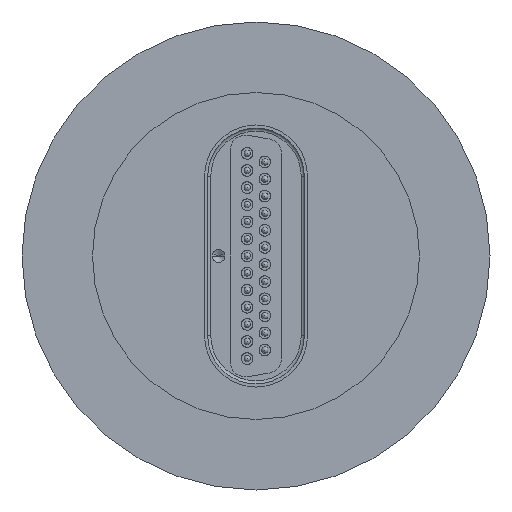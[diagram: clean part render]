
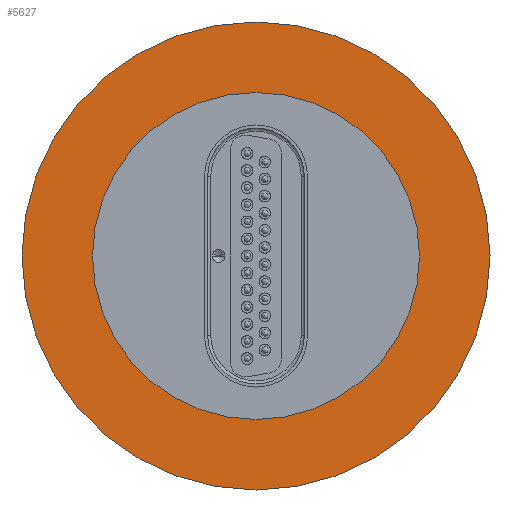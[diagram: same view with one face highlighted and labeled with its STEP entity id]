
A CAD part, left-side view. The second image highlights one B-rep face of the part: STEP entity #5627.
In plain terms, the highlighted planar face has unit normal (-1, 0, 0).
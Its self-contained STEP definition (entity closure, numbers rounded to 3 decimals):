
#73 = CARTESIAN_POINT ( 'NONE',  ( 0., 0., 0. ) ) ;
#75 = ORIENTED_EDGE ( 'NONE', *, *, #13619, .F. ) ;
#119 = CIRCLE ( 'NONE', #11947, 37.5 ) ;
#203 = ORIENTED_EDGE ( 'NONE', *, *, #14492, .F. ) ;
#525 = CARTESIAN_POINT ( 'NONE',  ( 0., 0., -37.5 ) ) ;
#590 = CIRCLE ( 'NONE', #6515, 37.5 ) ;
#671 = DIRECTION ( 'NONE',  ( 1., 0., 0. ) ) ;
#747 = DIRECTION ( 'NONE',  ( 0., 0., -1. ) ) ;
#1329 = CARTESIAN_POINT ( 'NONE',  ( 0., 0., -26.2 ) ) ;
#1511 = EDGE_LOOP ( 'NONE', ( #203, #75 ) ) ;
#1561 = AXIS2_PLACEMENT_3D ( 'NONE', #73, #12811, #2386 ) ;
#2386 = DIRECTION ( 'NONE',  ( 0., 0., -1. ) ) ;
#2715 = DIRECTION ( 'NONE',  ( 0., 0., -1. ) ) ;
#2840 = AXIS2_PLACEMENT_3D ( 'NONE', #12914, #6690, #7942 ) ;
#3386 = EDGE_LOOP ( 'NONE', ( #4267, #6997 ) ) ;
#4070 = CARTESIAN_POINT ( 'NONE',  ( 0., 0., 0. ) ) ;
#4232 = CARTESIAN_POINT ( 'NONE',  ( 0., 0., -37.5 ) ) ;
#4267 = ORIENTED_EDGE ( 'NONE', *, *, #6382, .T. ) ;
#5068 = CIRCLE ( 'NONE', #2840, 26.2 ) ;
#5574 = VERTEX_POINT ( 'NONE', #4232 ) ;
#5627 = ADVANCED_FACE ( 'NONE', ( #12391, #11096 ), #7797, .T. ) ;
#6382 = EDGE_CURVE ( 'NONE', #11652, #12981, #9248, .T. ) ;
#6515 = AXIS2_PLACEMENT_3D ( 'NONE', #13300, #11055, #2715 ) ;
#6690 = DIRECTION ( 'NONE',  ( 1., 0., 0. ) ) ;
#6772 = AXIS2_PLACEMENT_3D ( 'NONE', #525, #14951, #9949 ) ;
#6997 = ORIENTED_EDGE ( 'NONE', *, *, #7314, .T. ) ;
#7314 = EDGE_CURVE ( 'NONE', #12981, #11652, #5068, .T. ) ;
#7797 = PLANE ( 'NONE',  #6772 ) ;
#7942 = DIRECTION ( 'NONE',  ( 0., 0., -1. ) ) ;
#9248 = CIRCLE ( 'NONE', #1561, 26.2 ) ;
#9949 = DIRECTION ( 'NONE',  ( 0., 0., 1. ) ) ;
#10045 = CARTESIAN_POINT ( 'NONE',  ( 0., 0., 37.5 ) ) ;
#11055 = DIRECTION ( 'NONE',  ( 1., 0., 0. ) ) ;
#11096 = FACE_OUTER_BOUND ( 'NONE', #1511, .T. ) ;
#11652 = VERTEX_POINT ( 'NONE', #1329 ) ;
#11713 = CARTESIAN_POINT ( 'NONE',  ( 0., 0., 26.2 ) ) ;
#11947 = AXIS2_PLACEMENT_3D ( 'NONE', #4070, #671, #747 ) ;
#12391 = FACE_BOUND ( 'NONE', #3386, .T. ) ;
#12811 = DIRECTION ( 'NONE',  ( 1., 0., 0. ) ) ;
#12885 = VERTEX_POINT ( 'NONE', #10045 ) ;
#12914 = CARTESIAN_POINT ( 'NONE',  ( 0., 0., 0. ) ) ;
#12981 = VERTEX_POINT ( 'NONE', #11713 ) ;
#13300 = CARTESIAN_POINT ( 'NONE',  ( 0., 0., 0. ) ) ;
#13619 = EDGE_CURVE ( 'NONE', #12885, #5574, #590, .T. ) ;
#14492 = EDGE_CURVE ( 'NONE', #5574, #12885, #119, .T. ) ;
#14951 = DIRECTION ( 'NONE',  ( -1., 0., 0. ) ) ;
